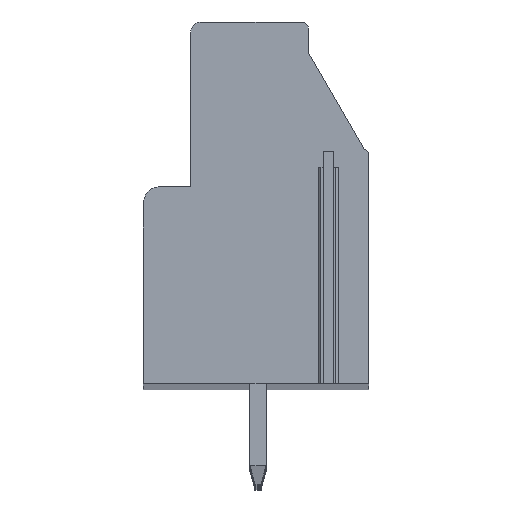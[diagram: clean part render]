
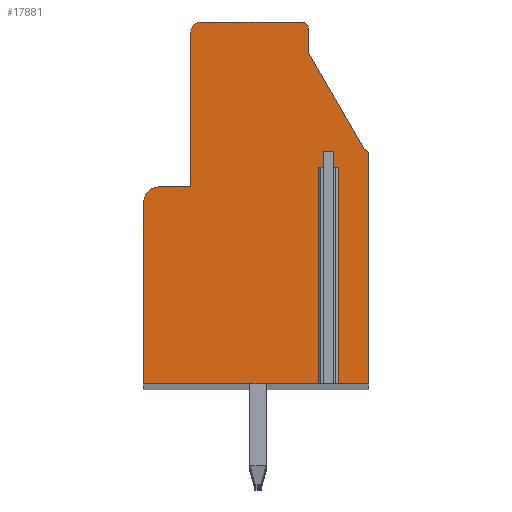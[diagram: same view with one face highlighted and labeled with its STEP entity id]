
A CAD part, top view. The second image highlights one B-rep face of the part: STEP entity #17881.
In plain terms, the highlighted planar face has unit normal (0, 0, 1).
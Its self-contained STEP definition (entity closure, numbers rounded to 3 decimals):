
#5579=DIRECTION('',(-1.,0.,0.));
#5580=VECTOR('',#5579,0.5);
#5581=CARTESIAN_POINT('',(3.85,2.55,3.81));
#5582=LINE('',#5581,#5580);
#5583=DIRECTION('',(0.,1.,0.));
#5584=VECTOR('',#5583,0.8);
#5585=CARTESIAN_POINT('',(3.35,1.75,3.81));
#5586=LINE('',#5585,#5584);
#5587=DIRECTION('',(0.,1.,0.));
#5588=VECTOR('',#5587,10.75);
#5589=CARTESIAN_POINT('',(3.35,-9.,3.81));
#5590=LINE('',#5589,#5588);
#5591=DIRECTION('',(1.,0.,0.));
#5592=VECTOR('',#5591,8.95);
#5593=CARTESIAN_POINT('',(-5.6,-9.,3.81));
#5594=LINE('',#5593,#5592);
#5595=DIRECTION('',(0.,-1.,0.));
#5596=VECTOR('',#5595,9.);
#5597=CARTESIAN_POINT('',(-5.6,0.,3.81));
#5598=LINE('',#5597,#5596);
#5599=CARTESIAN_POINT('',(-4.8,0.,3.81));
#5600=DIRECTION('',(0.,0.,1.));
#5601=DIRECTION('',(0.,1.,0.));
#5602=AXIS2_PLACEMENT_3D('',#5599,#5600,#5601);
#5604=DIRECTION('',(-1.,0.,0.));
#5605=VECTOR('',#5604,1.55);
#5606=CARTESIAN_POINT('',(-3.25,0.8,3.81));
#5607=LINE('',#5606,#5605);
#5608=DIRECTION('',(0.,-1.,0.));
#5609=VECTOR('',#5608,7.7);
#5610=CARTESIAN_POINT('',(-3.25,8.5,3.81));
#5611=LINE('',#5610,#5609);
#5612=CARTESIAN_POINT('',(-2.75,8.5,3.81));
#5613=DIRECTION('',(0.,0.,1.));
#5614=DIRECTION('',(0.,1.,0.));
#5615=AXIS2_PLACEMENT_3D('',#5612,#5613,#5614);
#5617=DIRECTION('',(-1.,0.,0.));
#5618=VECTOR('',#5617,5.05);
#5619=CARTESIAN_POINT('',(2.3,9.,3.81));
#5620=LINE('',#5619,#5618);
#5621=CARTESIAN_POINT('',(2.3,8.7,3.81));
#5622=DIRECTION('',(0.,0.,1.));
#5623=DIRECTION('',(1.,0.,0.));
#5624=AXIS2_PLACEMENT_3D('',#5621,#5622,#5623);
#5626=DIRECTION('',(0.,1.,0.));
#5627=VECTOR('',#5626,1.2);
#5628=CARTESIAN_POINT('',(2.6,7.5,3.81));
#5629=LINE('',#5628,#5627);
#5630=DIRECTION('',(-0.5,0.866,0.));
#5631=VECTOR('',#5630,5.6);
#5632=CARTESIAN_POINT('',(5.4,2.65,3.81));
#5633=LINE('',#5632,#5631);
#5634=CARTESIAN_POINT('',(5.4,2.45,3.81));
#5635=DIRECTION('',(0.,0.,1.));
#5636=DIRECTION('',(1.,0.,0.));
#5637=AXIS2_PLACEMENT_3D('',#5634,#5635,#5636);
#5639=DIRECTION('',(0.,1.,0.));
#5640=VECTOR('',#5639,11.45);
#5641=CARTESIAN_POINT('',(5.6,-9.,3.81));
#5642=LINE('',#5641,#5640);
#5643=DIRECTION('',(1.,0.,0.));
#5644=VECTOR('',#5643,1.75);
#5645=CARTESIAN_POINT('',(3.85,-9.,3.81));
#5646=LINE('',#5645,#5644);
#5647=DIRECTION('',(0.,1.,0.));
#5648=VECTOR('',#5647,10.75);
#5649=CARTESIAN_POINT('',(3.85,-9.,3.81));
#5650=LINE('',#5649,#5648);
#5651=DIRECTION('',(0.,1.,0.));
#5652=VECTOR('',#5651,0.8);
#5653=CARTESIAN_POINT('',(3.85,1.75,3.81));
#5654=LINE('',#5653,#5652);
#8461=CARTESIAN_POINT('',(5.6,-9.,3.81));
#8462=CARTESIAN_POINT('',(5.6,2.45,3.81));
#8463=VERTEX_POINT('',#8461);
#8464=VERTEX_POINT('',#8462);
#8465=CARTESIAN_POINT('',(5.4,2.65,3.81));
#8466=VERTEX_POINT('',#8465);
#8467=CARTESIAN_POINT('',(2.6,7.5,3.81));
#8468=VERTEX_POINT('',#8467);
#8470=CARTESIAN_POINT('',(-5.6,-9.,3.81));
#8472=VERTEX_POINT('',#8470);
#8489=CARTESIAN_POINT('',(3.35,-9.,3.81));
#8490=VERTEX_POINT('',#8489);
#8491=CARTESIAN_POINT('',(3.85,-9.,3.81));
#8492=VERTEX_POINT('',#8491);
#8662=CARTESIAN_POINT('',(-3.25,0.8,3.81));
#8664=VERTEX_POINT('',#8662);
#8669=CARTESIAN_POINT('',(-4.8,0.8,3.81));
#8670=VERTEX_POINT('',#8669);
#8671=CARTESIAN_POINT('',(-5.6,0.,3.81));
#8672=VERTEX_POINT('',#8671);
#8677=CARTESIAN_POINT('',(-2.75,9.,3.81));
#8678=VERTEX_POINT('',#8677);
#8679=CARTESIAN_POINT('',(-3.25,8.5,3.81));
#8680=VERTEX_POINT('',#8679);
#8685=CARTESIAN_POINT('',(2.6,8.7,3.81));
#8686=VERTEX_POINT('',#8685);
#8687=CARTESIAN_POINT('',(2.3,9.,3.81));
#8688=VERTEX_POINT('',#8687);
#8693=CARTESIAN_POINT('',(3.85,2.55,3.81));
#8694=CARTESIAN_POINT('',(3.35,2.55,3.81));
#8695=VERTEX_POINT('',#8693);
#8696=VERTEX_POINT('',#8694);
#8697=CARTESIAN_POINT('',(3.35,1.75,3.81));
#8698=VERTEX_POINT('',#8697);
#8699=CARTESIAN_POINT('',(3.85,1.75,3.81));
#8700=VERTEX_POINT('',#8699);
#17851=CARTESIAN_POINT('',(0.,0.,3.81));
#17852=DIRECTION('',(0.,0.,1.));
#17853=DIRECTION('',(1.,0.,0.));
#17854=AXIS2_PLACEMENT_3D('',#17851,#17852,#17853);
#17855=PLANE('',#17854);
#17857=ORIENTED_EDGE('',*,*,#17856,.T.);
#17859=ORIENTED_EDGE('',*,*,#17858,.F.);
#17861=ORIENTED_EDGE('',*,*,#17860,.F.);
#17862=ORIENTED_EDGE('',*,*,#17508,.F.);
#17863=ORIENTED_EDGE('',*,*,#17844,.F.);
#17864=ORIENTED_EDGE('',*,*,#10721,.F.);
#17865=ORIENTED_EDGE('',*,*,#10737,.F.);
#17866=ORIENTED_EDGE('',*,*,#10749,.F.);
#17867=ORIENTED_EDGE('',*,*,#10764,.F.);
#17868=ORIENTED_EDGE('',*,*,#10779,.F.);
#17869=ORIENTED_EDGE('',*,*,#17216,.F.);
#17870=ORIENTED_EDGE('',*,*,#17231,.F.);
#17871=ORIENTED_EDGE('',*,*,#17244,.F.);
#17872=ORIENTED_EDGE('',*,*,#17258,.F.);
#17873=ORIENTED_EDGE('',*,*,#17272,.F.);
#17874=ORIENTED_EDGE('',*,*,#17520,.F.);
#17876=ORIENTED_EDGE('',*,*,#17875,.T.);
#17878=ORIENTED_EDGE('',*,*,#17877,.T.);
#17879=EDGE_LOOP('',(#17857,#17859,#17861,#17862,#17863,#17864,#17865,#17866,
#17867,#17868,#17869,#17870,#17871,#17872,#17873,#17874,#17876,#17878));
#17880=FACE_OUTER_BOUND('',#17879,.F.);
#5603=CIRCLE('',#5602,0.8);
#5616=CIRCLE('',#5615,0.5);
#5625=CIRCLE('',#5624,0.3);
#5638=CIRCLE('',#5637,0.2);
#10721=EDGE_CURVE('',#8670,#8672,#5603,.T.);
#10737=EDGE_CURVE('',#8664,#8670,#5607,.T.);
#10749=EDGE_CURVE('',#8680,#8664,#5611,.T.);
#10764=EDGE_CURVE('',#8678,#8680,#5616,.T.);
#10779=EDGE_CURVE('',#8688,#8678,#5620,.T.);
#17216=EDGE_CURVE('',#8686,#8688,#5625,.T.);
#17231=EDGE_CURVE('',#8468,#8686,#5629,.T.);
#17244=EDGE_CURVE('',#8466,#8468,#5633,.T.);
#17258=EDGE_CURVE('',#8464,#8466,#5638,.T.);
#17272=EDGE_CURVE('',#8463,#8464,#5642,.T.);
#17508=EDGE_CURVE('',#8472,#8490,#5594,.T.);
#17520=EDGE_CURVE('',#8492,#8463,#5646,.T.);
#17844=EDGE_CURVE('',#8672,#8472,#5598,.T.);
#17856=EDGE_CURVE('',#8695,#8696,#5582,.T.);
#17858=EDGE_CURVE('',#8698,#8696,#5586,.T.);
#17860=EDGE_CURVE('',#8490,#8698,#5590,.T.);
#17875=EDGE_CURVE('',#8492,#8700,#5650,.T.);
#17877=EDGE_CURVE('',#8700,#8695,#5654,.T.);
#17881=ADVANCED_FACE('',(#17880),#17855,.T.);
